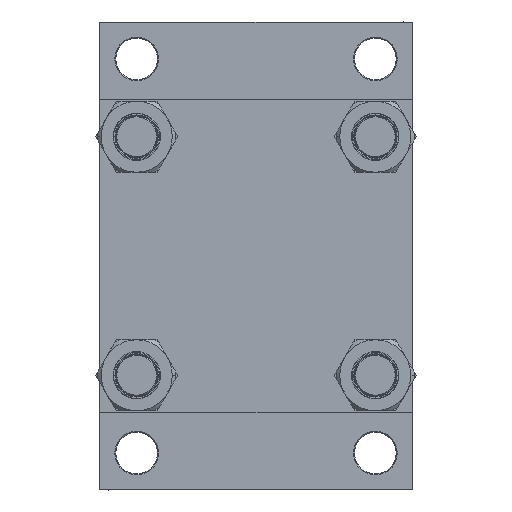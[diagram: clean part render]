
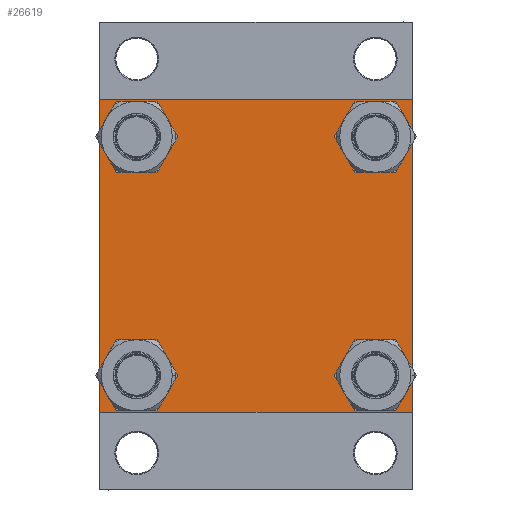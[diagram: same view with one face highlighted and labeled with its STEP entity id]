
A CAD part, left-side view. The second image highlights one B-rep face of the part: STEP entity #26619.
In plain terms, the highlighted planar face has unit normal (-1, 0, 0).
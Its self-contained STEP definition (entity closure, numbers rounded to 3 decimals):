
#4 = CARTESIAN_POINT ( 'NONE',  ( 0., 82.5, 82.5 ) ) ;
#63 = LINE ( 'NONE', #40732, #15534 ) ;
#310 = DIRECTION ( 'NONE',  ( 0., 0., 1. ) ) ;
#536 = CARTESIAN_POINT ( 'NONE',  ( 0., 82.5, -82.5 ) ) ;
#1456 = CARTESIAN_POINT ( 'NONE',  ( 0., -62.95, -62.95 ) ) ;
#1885 = VERTEX_POINT ( 'NONE', #37870 ) ;
#2410 = ORIENTED_EDGE ( 'NONE', *, *, #39703, .T. ) ;
#2845 = ORIENTED_EDGE ( 'NONE', *, *, #26586, .F. ) ;
#3955 = LINE ( 'NONE', #536, #17196 ) ;
#3967 = FACE_BOUND ( 'NONE', #16699, .T. ) ;
#4031 = VERTEX_POINT ( 'NONE', #39170 ) ;
#4266 = CARTESIAN_POINT ( 'NONE',  ( 0., 62.95, 74.45 ) ) ;
#4380 = EDGE_CURVE ( 'NONE', #35782, #38065, #19286, .T. ) ;
#4418 = CARTESIAN_POINT ( 'NONE',  ( 0., -82.5, 82.5 ) ) ;
#4671 = CIRCLE ( 'NONE', #32670, 11.5 ) ;
#5660 = ORIENTED_EDGE ( 'NONE', *, *, #15623, .T. ) ;
#6231 = VECTOR ( 'NONE', #38477, 1000. ) ;
#6629 = DIRECTION ( 'NONE',  ( 0., 0., 1. ) ) ;
#6658 = FACE_OUTER_BOUND ( 'NONE', #30643, .T. ) ;
#6873 = DIRECTION ( 'NONE',  ( 1., 0., 0. ) ) ;
#7160 = CARTESIAN_POINT ( 'NONE',  ( 0., -82.25, -82.25 ) ) ;
#7835 = LINE ( 'NONE', #30222, #46134 ) ;
#8019 = ORIENTED_EDGE ( 'NONE', *, *, #35307, .T. ) ;
#8039 = VECTOR ( 'NONE', #11732, 1000. ) ;
#8072 = ORIENTED_EDGE ( 'NONE', *, *, #27910, .T. ) ;
#9631 = EDGE_LOOP ( 'NONE', ( #39973, #8072 ) ) ;
#9829 = LINE ( 'NONE', #12775, #13371 ) ;
#9932 = ORIENTED_EDGE ( 'NONE', *, *, #16560, .T. ) ;
#9941 = DIRECTION ( 'NONE',  ( 0., 0., 1. ) ) ;
#10469 = CARTESIAN_POINT ( 'NONE',  ( 0., -62.95, -74.45 ) ) ;
#10700 = EDGE_LOOP ( 'NONE', ( #46272, #39248 ) ) ;
#11602 = VERTEX_POINT ( 'NONE', #27150 ) ;
#11732 = DIRECTION ( 'NONE',  ( 0., 0., -1. ) ) ;
#11880 = DIRECTION ( 'NONE',  ( 0., 0., 1. ) ) ;
#12354 = CARTESIAN_POINT ( 'NONE',  ( 0., -62.95, 62.95 ) ) ;
#12429 = CARTESIAN_POINT ( 'NONE',  ( 0., -82.25, 82.25 ) ) ;
#12701 = CIRCLE ( 'NONE', #23596, 11.5 ) ;
#12775 = CARTESIAN_POINT ( 'NONE',  ( 0., 82.25, 82.25 ) ) ;
#13354 = EDGE_CURVE ( 'NONE', #35782, #41702, #24106, .T. ) ;
#13371 = VECTOR ( 'NONE', #16900, 1000. ) ;
#13739 = CARTESIAN_POINT ( 'NONE',  ( 0., 82.5, -82. ) ) ;
#14172 = DIRECTION ( 'NONE',  ( 1., 0., 0. ) ) ;
#14668 = ORIENTED_EDGE ( 'NONE', *, *, #16686, .T. ) ;
#14680 = DIRECTION ( 'NONE',  ( 0., 0., 1. ) ) ;
#14683 = DIRECTION ( 'NONE',  ( 0., 0., 1. ) ) ;
#14700 = FACE_BOUND ( 'NONE', #10700, .T. ) ;
#14759 = VERTEX_POINT ( 'NONE', #43992 ) ;
#14879 = DIRECTION ( 'NONE',  ( 0., 0., -1. ) ) ;
#15082 = EDGE_LOOP ( 'NONE', ( #5660, #2410 ) ) ;
#15164 = DIRECTION ( 'NONE',  ( 1., 0., 0. ) ) ;
#15534 = VECTOR ( 'NONE', #28807, 1000. ) ;
#15623 = EDGE_CURVE ( 'NONE', #11602, #29355, #21470, .T. ) ;
#16560 = EDGE_CURVE ( 'NONE', #14759, #42442, #44844, .T. ) ;
#16686 = EDGE_CURVE ( 'NONE', #17992, #31761, #25804, .T. ) ;
#16699 = EDGE_LOOP ( 'NONE', ( #8019, #9932 ) ) ;
#16900 = DIRECTION ( 'NONE',  ( 0., 0.707, -0.707 ) ) ;
#17196 = VECTOR ( 'NONE', #30481, 1000. ) ;
#17992 = VERTEX_POINT ( 'NONE', #44752 ) ;
#18193 = AXIS2_PLACEMENT_3D ( 'NONE', #46457, #27710, #9941 ) ;
#18823 = AXIS2_PLACEMENT_3D ( 'NONE', #23192, #15164, #14680 ) ;
#19286 = LINE ( 'NONE', #4418, #8039 ) ;
#20447 = VERTEX_POINT ( 'NONE', #39458 ) ;
#21470 = CIRCLE ( 'NONE', #29239, 11.5 ) ;
#21672 = AXIS2_PLACEMENT_3D ( 'NONE', #1456, #46480, #46004 ) ;
#21983 = DIRECTION ( 'NONE',  ( 1., 0., 0. ) ) ;
#22048 = CIRCLE ( 'NONE', #18193, 11.5 ) ;
#23074 = DIRECTION ( 'NONE',  ( 1., 0., 0. ) ) ;
#23192 = CARTESIAN_POINT ( 'NONE',  ( 0., 62.95, 62.95 ) ) ;
#23596 = AXIS2_PLACEMENT_3D ( 'NONE', #47521, #6873, #6629 ) ;
#23820 = ORIENTED_EDGE ( 'NONE', *, *, #4380, .F. ) ;
#24106 = LINE ( 'NONE', #12429, #6231 ) ;
#24264 = CARTESIAN_POINT ( 'NONE',  ( 0., -82.5, 82. ) ) ;
#25804 = LINE ( 'NONE', #4, #30081 ) ;
#26322 = DIRECTION ( 'NONE',  ( 0., -0.707, -0.707 ) ) ;
#26586 = EDGE_CURVE ( 'NONE', #27118, #41702, #63, .T. ) ;
#26619 = ADVANCED_FACE ( 'NONE', ( #32933, #29046, #14700, #3967, #6658 ), #33667, .T. ) ;
#27118 = VERTEX_POINT ( 'NONE', #28934 ) ;
#27150 = CARTESIAN_POINT ( 'NONE',  ( 0., -62.95, 74.45 ) ) ;
#27710 = DIRECTION ( 'NONE',  ( 1., 0., 0. ) ) ;
#27910 = EDGE_CURVE ( 'NONE', #38647, #34427, #4671, .T. ) ;
#28195 = VECTOR ( 'NONE', #40988, 1000. ) ;
#28323 = CARTESIAN_POINT ( 'NONE',  ( 0., -82., 82.5 ) ) ;
#28807 = DIRECTION ( 'NONE',  ( 0., -1., 0. ) ) ;
#28934 = CARTESIAN_POINT ( 'NONE',  ( 0., 82., 82.5 ) ) ;
#28983 = CARTESIAN_POINT ( 'NONE',  ( 0., 62.95, 62.95 ) ) ;
#29046 = FACE_BOUND ( 'NONE', #9631, .T. ) ;
#29239 = AXIS2_PLACEMENT_3D ( 'NONE', #12354, #23074, #11880 ) ;
#29355 = VERTEX_POINT ( 'NONE', #40289 ) ;
#30081 = VECTOR ( 'NONE', #14879, 1000. ) ;
#30222 = CARTESIAN_POINT ( 'NONE',  ( 0., 82.25, -82.25 ) ) ;
#30481 = DIRECTION ( 'NONE',  ( 0., -1., 0. ) ) ;
#30595 = EDGE_CURVE ( 'NONE', #20447, #1885, #3955, .T. ) ;
#30643 = EDGE_LOOP ( 'NONE', ( #14668, #32075, #41355, #47574, #23820, #39274, #2845, #38497 ) ) ;
#31761 = VERTEX_POINT ( 'NONE', #13739 ) ;
#32075 = ORIENTED_EDGE ( 'NONE', *, *, #39133, .T. ) ;
#32670 = AXIS2_PLACEMENT_3D ( 'NONE', #32887, #14172, #47741 ) ;
#32887 = CARTESIAN_POINT ( 'NONE',  ( 0., -62.95, -62.95 ) ) ;
#32933 = FACE_BOUND ( 'NONE', #15082, .T. ) ;
#33158 = CARTESIAN_POINT ( 'NONE',  ( 0., 62.95, -62.95 ) ) ;
#33299 = CIRCLE ( 'NONE', #21672, 11.5 ) ;
#33667 = PLANE ( 'NONE',  #37306 ) ;
#33688 = LINE ( 'NONE', #7160, #28195 ) ;
#33927 = EDGE_CURVE ( 'NONE', #44173, #4031, #47510, .T. ) ;
#34427 = VERTEX_POINT ( 'NONE', #41494 ) ;
#35132 = CARTESIAN_POINT ( 'NONE',  ( 0., -82.5, -82. ) ) ;
#35307 = EDGE_CURVE ( 'NONE', #42442, #14759, #47580, .T. ) ;
#35782 = VERTEX_POINT ( 'NONE', #24264 ) ;
#35951 = EDGE_CURVE ( 'NONE', #27118, #17992, #9829, .T. ) ;
#36060 = DIRECTION ( 'NONE',  ( 1., 0., 0. ) ) ;
#37306 = AXIS2_PLACEMENT_3D ( 'NONE', #44386, #40014, #310 ) ;
#37870 = CARTESIAN_POINT ( 'NONE',  ( 0., -82., -82.5 ) ) ;
#37924 = EDGE_CURVE ( 'NONE', #1885, #38065, #33688, .T. ) ;
#38065 = VERTEX_POINT ( 'NONE', #35132 ) ;
#38477 = DIRECTION ( 'NONE',  ( 0., 0.707, 0.707 ) ) ;
#38497 = ORIENTED_EDGE ( 'NONE', *, *, #35951, .T. ) ;
#38647 = VERTEX_POINT ( 'NONE', #10469 ) ;
#39047 = EDGE_CURVE ( 'NONE', #4031, #44173, #12701, .T. ) ;
#39133 = EDGE_CURVE ( 'NONE', #31761, #20447, #7835, .T. ) ;
#39170 = CARTESIAN_POINT ( 'NONE',  ( 0., 62.95, -74.45 ) ) ;
#39248 = ORIENTED_EDGE ( 'NONE', *, *, #39047, .T. ) ;
#39274 = ORIENTED_EDGE ( 'NONE', *, *, #13354, .T. ) ;
#39458 = CARTESIAN_POINT ( 'NONE',  ( 0., 82., -82.5 ) ) ;
#39703 = EDGE_CURVE ( 'NONE', #29355, #11602, #22048, .T. ) ;
#39973 = ORIENTED_EDGE ( 'NONE', *, *, #45207, .T. ) ;
#40014 = DIRECTION ( 'NONE',  ( -1., 0., 0. ) ) ;
#40289 = CARTESIAN_POINT ( 'NONE',  ( 0., -62.95, 51.45 ) ) ;
#40732 = CARTESIAN_POINT ( 'NONE',  ( 0., 82.5, 82.5 ) ) ;
#40988 = DIRECTION ( 'NONE',  ( 0., -0.707, 0.707 ) ) ;
#41355 = ORIENTED_EDGE ( 'NONE', *, *, #30595, .T. ) ;
#41494 = CARTESIAN_POINT ( 'NONE',  ( 0., -62.95, -51.45 ) ) ;
#41702 = VERTEX_POINT ( 'NONE', #28323 ) ;
#42442 = VERTEX_POINT ( 'NONE', #4266 ) ;
#43850 = DIRECTION ( 'NONE',  ( 0., 0., 1. ) ) ;
#43992 = CARTESIAN_POINT ( 'NONE',  ( 0., 62.95, 51.45 ) ) ;
#44061 = AXIS2_PLACEMENT_3D ( 'NONE', #28983, #36060, #43850 ) ;
#44173 = VERTEX_POINT ( 'NONE', #45814 ) ;
#44386 = CARTESIAN_POINT ( 'NONE',  ( 0., 0., 0. ) ) ;
#44389 = AXIS2_PLACEMENT_3D ( 'NONE', #33158, #21983, #14683 ) ;
#44752 = CARTESIAN_POINT ( 'NONE',  ( 0., 82.5, 82. ) ) ;
#44844 = CIRCLE ( 'NONE', #44061, 11.5 ) ;
#45207 = EDGE_CURVE ( 'NONE', #34427, #38647, #33299, .T. ) ;
#45814 = CARTESIAN_POINT ( 'NONE',  ( 0., 62.95, -51.45 ) ) ;
#46004 = DIRECTION ( 'NONE',  ( 0., 0., 1. ) ) ;
#46134 = VECTOR ( 'NONE', #26322, 1000. ) ;
#46272 = ORIENTED_EDGE ( 'NONE', *, *, #33927, .T. ) ;
#46457 = CARTESIAN_POINT ( 'NONE',  ( 0., -62.95, 62.95 ) ) ;
#46480 = DIRECTION ( 'NONE',  ( 1., 0., 0. ) ) ;
#47510 = CIRCLE ( 'NONE', #44389, 11.5 ) ;
#47521 = CARTESIAN_POINT ( 'NONE',  ( 0., 62.95, -62.95 ) ) ;
#47574 = ORIENTED_EDGE ( 'NONE', *, *, #37924, .T. ) ;
#47580 = CIRCLE ( 'NONE', #18823, 11.5 ) ;
#47741 = DIRECTION ( 'NONE',  ( 0., 0., 1. ) ) ;
